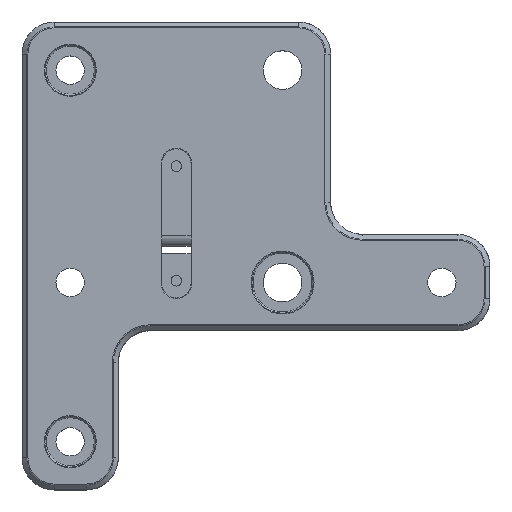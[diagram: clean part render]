
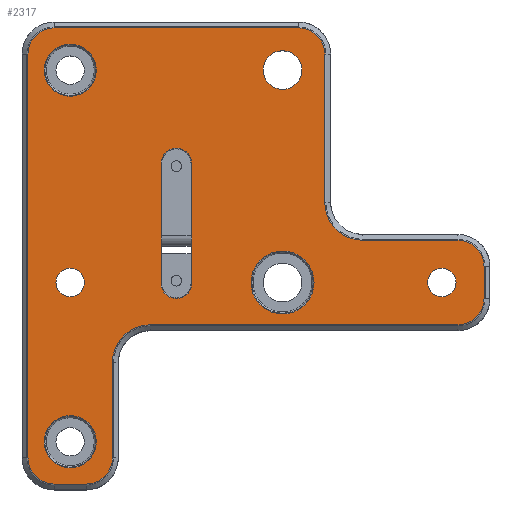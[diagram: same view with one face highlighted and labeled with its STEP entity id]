
A CAD part, top view. The second image highlights one B-rep face of the part: STEP entity #2317.
In plain terms, the highlighted planar face has unit normal (0, 0, 1).
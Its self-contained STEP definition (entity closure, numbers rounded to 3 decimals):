
#81=FACE_BOUND('',#524,.T.);
#82=FACE_BOUND('',#525,.T.);
#83=FACE_BOUND('',#526,.T.);
#84=FACE_BOUND('',#527,.T.);
#85=FACE_BOUND('',#528,.T.);
#86=FACE_BOUND('',#529,.T.);
#87=FACE_BOUND('',#530,.T.);
#114=CIRCLE('',#2491,7.104);
#118=CIRCLE('',#2497,4.896);
#122=CIRCLE('',#2503,4.896);
#126=CIRCLE('',#2509,7.104);
#130=CIRCLE('',#2515,4.896);
#134=CIRCLE('',#2521,4.896);
#138=CIRCLE('',#2527,4.896);
#141=CIRCLE('',#2532,4.896);
#146=CIRCLE('',#2546,2.85);
#147=CIRCLE('',#2547,2.85);
#148=CIRCLE('',#2548,5.883);
#149=CIRCLE('',#2549,3.62);
#150=CIRCLE('',#2550,2.65);
#151=CIRCLE('',#2551,2.65);
#152=CIRCLE('',#2552,4.883);
#153=CIRCLE('',#2553,4.883);
#289=PLANE('',#2545);
#354=FACE_OUTER_BOUND('',#523,.T.);
#523=EDGE_LOOP('',(#1664,#1665,#1666,#1667,#1668,#1669,#1670,#1671,#1672,
#1673,#1674,#1675,#1676,#1677,#1678,#1679));
#524=EDGE_LOOP('',(#1680,#1681,#1682,#1683));
#525=EDGE_LOOP('',(#1684));
#526=EDGE_LOOP('',(#1685));
#527=EDGE_LOOP('',(#1686));
#528=EDGE_LOOP('',(#1687));
#529=EDGE_LOOP('',(#1688));
#530=EDGE_LOOP('',(#1689));
#689=LINE('',#3762,#845);
#692=LINE('',#3777,#848);
#694=LINE('',#3789,#850);
#696=LINE('',#3801,#852);
#698=LINE('',#3813,#854);
#700=LINE('',#3825,#856);
#702=LINE('',#3837,#858);
#704=LINE('',#3849,#860);
#718=LINE('',#3890,#874);
#719=LINE('',#3894,#875);
#845=VECTOR('',#2878,10.);
#848=VECTOR('',#2895,10.);
#850=VECTOR('',#2909,10.);
#852=VECTOR('',#2923,10.);
#854=VECTOR('',#2937,10.);
#856=VECTOR('',#2951,10.);
#858=VECTOR('',#2965,10.);
#860=VECTOR('',#2979,10.);
#874=VECTOR('',#3025,10.);
#875=VECTOR('',#3028,10.);
#1017=VERTEX_POINT('',#3759);
#1018=VERTEX_POINT('',#3761);
#1020=VERTEX_POINT('',#3767);
#1022=VERTEX_POINT('',#3773);
#1024=VERTEX_POINT('',#3779);
#1026=VERTEX_POINT('',#3785);
#1028=VERTEX_POINT('',#3791);
#1030=VERTEX_POINT('',#3797);
#1032=VERTEX_POINT('',#3803);
#1034=VERTEX_POINT('',#3809);
#1036=VERTEX_POINT('',#3815);
#1038=VERTEX_POINT('',#3821);
#1040=VERTEX_POINT('',#3827);
#1042=VERTEX_POINT('',#3833);
#1044=VERTEX_POINT('',#3839);
#1046=VERTEX_POINT('',#3845);
#1057=VERTEX_POINT('',#3888);
#1058=VERTEX_POINT('',#3889);
#1059=VERTEX_POINT('',#3891);
#1060=VERTEX_POINT('',#3893);
#1061=VERTEX_POINT('',#3896);
#1062=VERTEX_POINT('',#3898);
#1063=VERTEX_POINT('',#3900);
#1064=VERTEX_POINT('',#3902);
#1065=VERTEX_POINT('',#3904);
#1066=VERTEX_POINT('',#3906);
#1216=EDGE_CURVE('',#1017,#1018,#689,.T.);
#1221=EDGE_CURVE('',#1018,#1020,#114,.T.);
#1224=EDGE_CURVE('',#1020,#1022,#692,.T.);
#1227=EDGE_CURVE('',#1022,#1024,#118,.T.);
#1230=EDGE_CURVE('',#1024,#1026,#694,.T.);
#1233=EDGE_CURVE('',#1026,#1028,#122,.T.);
#1236=EDGE_CURVE('',#1028,#1030,#696,.T.);
#1239=EDGE_CURVE('',#1030,#1032,#126,.T.);
#1242=EDGE_CURVE('',#1032,#1034,#698,.T.);
#1245=EDGE_CURVE('',#1034,#1036,#130,.T.);
#1248=EDGE_CURVE('',#1036,#1038,#700,.T.);
#1251=EDGE_CURVE('',#1038,#1040,#134,.T.);
#1254=EDGE_CURVE('',#1040,#1042,#702,.T.);
#1257=EDGE_CURVE('',#1042,#1044,#138,.T.);
#1260=EDGE_CURVE('',#1044,#1046,#704,.T.);
#1262=EDGE_CURVE('',#1046,#1017,#141,.T.);
#1280=EDGE_CURVE('',#1057,#1058,#718,.T.);
#1281=EDGE_CURVE('',#1059,#1057,#146,.T.);
#1282=EDGE_CURVE('',#1060,#1059,#719,.T.);
#1283=EDGE_CURVE('',#1058,#1060,#147,.T.);
#1284=EDGE_CURVE('',#1061,#1061,#148,.T.);
#1285=EDGE_CURVE('',#1062,#1062,#149,.T.);
#1286=EDGE_CURVE('',#1063,#1063,#150,.T.);
#1287=EDGE_CURVE('',#1064,#1064,#151,.T.);
#1288=EDGE_CURVE('',#1065,#1065,#152,.T.);
#1289=EDGE_CURVE('',#1066,#1066,#153,.T.);
#1664=ORIENTED_EDGE('',*,*,#1216,.F.);
#1665=ORIENTED_EDGE('',*,*,#1262,.F.);
#1666=ORIENTED_EDGE('',*,*,#1260,.F.);
#1667=ORIENTED_EDGE('',*,*,#1257,.F.);
#1668=ORIENTED_EDGE('',*,*,#1254,.F.);
#1669=ORIENTED_EDGE('',*,*,#1251,.F.);
#1670=ORIENTED_EDGE('',*,*,#1248,.F.);
#1671=ORIENTED_EDGE('',*,*,#1245,.F.);
#1672=ORIENTED_EDGE('',*,*,#1242,.F.);
#1673=ORIENTED_EDGE('',*,*,#1239,.F.);
#1674=ORIENTED_EDGE('',*,*,#1236,.F.);
#1675=ORIENTED_EDGE('',*,*,#1233,.F.);
#1676=ORIENTED_EDGE('',*,*,#1230,.F.);
#1677=ORIENTED_EDGE('',*,*,#1227,.F.);
#1678=ORIENTED_EDGE('',*,*,#1224,.F.);
#1679=ORIENTED_EDGE('',*,*,#1221,.F.);
#1680=ORIENTED_EDGE('',*,*,#1280,.F.);
#1681=ORIENTED_EDGE('',*,*,#1281,.F.);
#1682=ORIENTED_EDGE('',*,*,#1282,.F.);
#1683=ORIENTED_EDGE('',*,*,#1283,.F.);
#1684=ORIENTED_EDGE('',*,*,#1284,.F.);
#1685=ORIENTED_EDGE('',*,*,#1285,.T.);
#1686=ORIENTED_EDGE('',*,*,#1286,.T.);
#1687=ORIENTED_EDGE('',*,*,#1287,.T.);
#1688=ORIENTED_EDGE('',*,*,#1288,.F.);
#1689=ORIENTED_EDGE('',*,*,#1289,.F.);
#2317=ADVANCED_FACE('',(#354,#81,#82,#83,#84,#85,#86,#87),#289,.T.);
#2491=AXIS2_PLACEMENT_3D('',#3771,#2888,#2889);
#2497=AXIS2_PLACEMENT_3D('',#3783,#2902,#2903);
#2503=AXIS2_PLACEMENT_3D('',#3795,#2916,#2917);
#2509=AXIS2_PLACEMENT_3D('',#3807,#2930,#2931);
#2515=AXIS2_PLACEMENT_3D('',#3819,#2944,#2945);
#2521=AXIS2_PLACEMENT_3D('',#3831,#2958,#2959);
#2527=AXIS2_PLACEMENT_3D('',#3843,#2972,#2973);
#2532=AXIS2_PLACEMENT_3D('',#3852,#2984,#2985);
#2545=AXIS2_PLACEMENT_3D('',#3887,#3023,#3024);
#2546=AXIS2_PLACEMENT_3D('',#3892,#3026,#3027);
#2547=AXIS2_PLACEMENT_3D('',#3895,#3029,#3030);
#2548=AXIS2_PLACEMENT_3D('',#3897,#3031,#3032);
#2549=AXIS2_PLACEMENT_3D('',#3899,#3033,#3034);
#2550=AXIS2_PLACEMENT_3D('',#3901,#3035,#3036);
#2551=AXIS2_PLACEMENT_3D('',#3903,#3037,#3038);
#2552=AXIS2_PLACEMENT_3D('',#3905,#3039,#3040);
#2553=AXIS2_PLACEMENT_3D('',#3907,#3041,#3042);
#2878=DIRECTION('',(0.,-1.,0.));
#2888=DIRECTION('center_axis',(0.,0.,1.));
#2889=DIRECTION('ref_axis',(-0.707,-0.707,0.));
#2895=DIRECTION('',(1.,0.,0.));
#2902=DIRECTION('center_axis',(0.,0.,-1.));
#2903=DIRECTION('ref_axis',(0.707,0.707,0.));
#2909=DIRECTION('',(0.,-1.,0.));
#2916=DIRECTION('center_axis',(0.,0.,-1.));
#2917=DIRECTION('ref_axis',(0.707,-0.707,0.));
#2923=DIRECTION('',(-1.,0.,0.));
#2930=DIRECTION('center_axis',(0.,0.,1.));
#2931=DIRECTION('ref_axis',(-0.707,0.707,0.));
#2937=DIRECTION('',(0.,-1.,0.));
#2944=DIRECTION('center_axis',(0.,0.,-1.));
#2945=DIRECTION('ref_axis',(0.707,-0.707,0.));
#2951=DIRECTION('',(-1.,0.,0.));
#2958=DIRECTION('center_axis',(0.,0.,-1.));
#2959=DIRECTION('ref_axis',(-0.707,-0.707,0.));
#2965=DIRECTION('',(0.,1.,0.));
#2972=DIRECTION('center_axis',(0.,0.,-1.));
#2973=DIRECTION('ref_axis',(-0.707,0.707,0.));
#2979=DIRECTION('',(1.,0.,0.));
#2984=DIRECTION('center_axis',(0.,0.,-1.));
#2985=DIRECTION('ref_axis',(0.707,0.707,0.));
#3023=DIRECTION('center_axis',(0.,0.,1.));
#3024=DIRECTION('ref_axis',(1.,0.,0.));
#3025=DIRECTION('',(0.,-1.,0.));
#3026=DIRECTION('center_axis',(0.,0.,1.));
#3027=DIRECTION('ref_axis',(0.,1.,0.));
#3028=DIRECTION('',(0.,1.,0.));
#3029=DIRECTION('center_axis',(0.,0.,1.));
#3030=DIRECTION('ref_axis',(0.,-1.,0.));
#3031=DIRECTION('center_axis',(0.,0.,1.));
#3032=DIRECTION('ref_axis',(1.,0.,0.));
#3033=DIRECTION('center_axis',(0.,0.,-1.));
#3034=DIRECTION('ref_axis',(1.,0.,0.));
#3035=DIRECTION('center_axis',(0.,0.,-1.));
#3036=DIRECTION('ref_axis',(1.,0.,0.));
#3037=DIRECTION('center_axis',(0.,0.,-1.));
#3038=DIRECTION('ref_axis',(1.,0.,0.));
#3039=DIRECTION('center_axis',(0.,0.,1.));
#3040=DIRECTION('ref_axis',(1.,0.,0.));
#3041=DIRECTION('center_axis',(0.,0.,1.));
#3042=DIRECTION('ref_axis',(1.,0.,0.));
#3759=CARTESIAN_POINT('',(27.746,22.85,8.));
#3761=CARTESIAN_POINT('',(27.746,-4.85,8.));
#3762=CARTESIAN_POINT('',(27.746,-13.878,8.));
#3767=CARTESIAN_POINT('',(34.85,-11.954,8.));
#3771=CARTESIAN_POINT('Origin',(34.85,-4.85,8.));
#3773=CARTESIAN_POINT('',(52.625,-11.954,8.));
#3777=CARTESIAN_POINT('',(25.822,-11.954,8.));
#3779=CARTESIAN_POINT('',(57.521,-16.85,8.));
#3783=CARTESIAN_POINT('Origin',(52.625,-16.85,8.));
#3785=CARTESIAN_POINT('',(57.521,-22.85,8.));
#3789=CARTESIAN_POINT('',(57.521,-18.378,8.));
#3791=CARTESIAN_POINT('',(52.625,-27.746,8.));
#3795=CARTESIAN_POINT('Origin',(52.625,-22.85,8.));
#3797=CARTESIAN_POINT('',(-4.85,-27.746,8.));
#3801=CARTESIAN_POINT('',(8.453,-27.746,8.));
#3803=CARTESIAN_POINT('',(-11.954,-34.85,8.));
#3807=CARTESIAN_POINT('Origin',(-4.85,-34.85,8.));
#3809=CARTESIAN_POINT('',(-11.954,-52.625,8.));
#3813=CARTESIAN_POINT('',(-11.954,-25.822,8.));
#3815=CARTESIAN_POINT('',(-16.85,-57.521,8.));
#3819=CARTESIAN_POINT('Origin',(-16.85,-52.625,8.));
#3821=CARTESIAN_POINT('',(-22.85,-57.521,8.));
#3825=CARTESIAN_POINT('',(3.953,-57.521,8.));
#3827=CARTESIAN_POINT('',(-27.746,-52.625,8.));
#3831=CARTESIAN_POINT('Origin',(-22.85,-52.625,8.));
#3833=CARTESIAN_POINT('',(-27.746,22.85,8.));
#3837=CARTESIAN_POINT('',(-27.746,-3.953,8.));
#3839=CARTESIAN_POINT('',(-22.85,27.746,8.));
#3843=CARTESIAN_POINT('Origin',(-22.85,22.85,8.));
#3845=CARTESIAN_POINT('',(22.85,27.746,8.));
#3849=CARTESIAN_POINT('',(18.378,27.746,8.));
#3852=CARTESIAN_POINT('Origin',(22.85,22.85,8.));
#3887=CARTESIAN_POINT('Origin',(14.888,-14.888,8.));
#3888=CARTESIAN_POINT('',(-2.85,2.4,8.));
#3889=CARTESIAN_POINT('',(-2.85,-20.,8.));
#3890=CARTESIAN_POINT('',(-2.85,-18.694,8.));
#3891=CARTESIAN_POINT('',(2.85,2.4,8.));
#3892=CARTESIAN_POINT('Origin',(0.,2.4,8.));
#3893=CARTESIAN_POINT('',(2.85,-20.,8.));
#3894=CARTESIAN_POINT('',(2.85,-4.994,8.));
#3895=CARTESIAN_POINT('Origin',(0.,-20.,8.));
#3896=CARTESIAN_POINT('',(13.967,-19.85,8.));
#3897=CARTESIAN_POINT('Origin',(19.85,-19.85,8.));
#3898=CARTESIAN_POINT('',(16.23,19.85,8.));
#3899=CARTESIAN_POINT('Origin',(19.85,19.85,8.));
#3900=CARTESIAN_POINT('',(-22.5,-19.85,8.));
#3901=CARTESIAN_POINT('Origin',(-19.85,-19.85,8.));
#3902=CARTESIAN_POINT('',(46.975,-19.85,8.));
#3903=CARTESIAN_POINT('Origin',(49.625,-19.85,8.));
#3904=CARTESIAN_POINT('',(-24.733,19.85,8.));
#3905=CARTESIAN_POINT('Origin',(-19.85,19.85,8.));
#3906=CARTESIAN_POINT('',(-24.733,-49.625,8.));
#3907=CARTESIAN_POINT('Origin',(-19.85,-49.625,8.));
